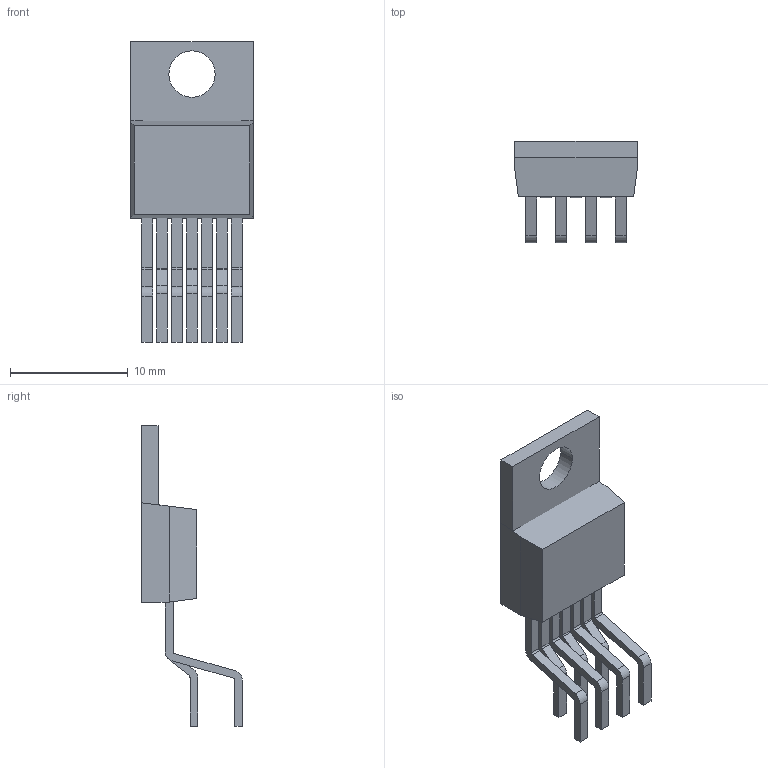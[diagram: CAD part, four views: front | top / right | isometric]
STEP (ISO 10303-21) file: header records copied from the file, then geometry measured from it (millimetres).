
FILE_DESCRIPTION((''),'2;1');
FILE_NAME('TO-220-7-V.stp','2011-11-14T10:48:11',(''),(''),'Mechanical Desktop 2011','Mechanical Desktop 2011',', , ');
FILE_SCHEMA(('AUTOMOTIVE_DESIGN { 1 2 10303 214 1 1 1 1 }'));
Length unit declared in the file: millimetre
Products named in the file (1): Product
Bounding box: 10.41 x 8.58 x 25.55 mm (x, y, z)
Volume: 525.2 mm3; surface area: 980.4 mm2
Topology: 9 solids, 9 shells, 123 faces, 313 edges, 208 vertices
Faces by surface type: plane 93, cylinder 30
Entity records: 3739 total; most frequent: CARTESIAN_POINT 645, ORIENTED_EDGE 626, DIRECTION 621, EDGE_CURVE 313, VECTOR 253, LINE 253, VERTEX_POINT 208, AXIS2_PLACEMENT_3D 184
